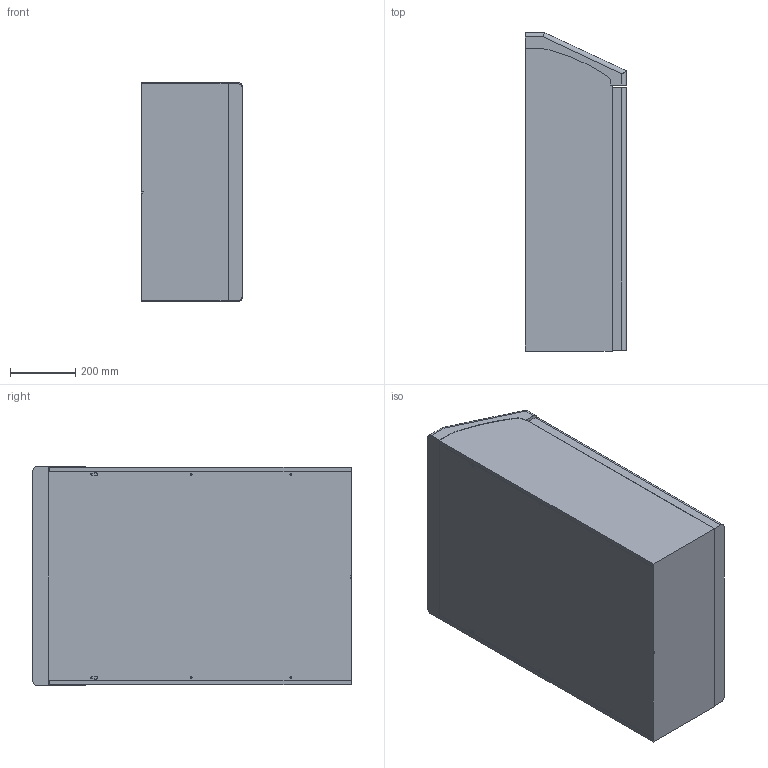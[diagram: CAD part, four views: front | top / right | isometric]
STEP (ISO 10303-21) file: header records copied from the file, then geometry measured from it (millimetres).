
FILE_DESCRIPTION (( 'STEP AP203' ), '1' );
FILE_NAME ('315_door_closed.STEP', '2020-08-25T14:10:31', ( '' ), ( '' ), 'SwSTEP 2.0', 'SolidWorks 2017', '' );
FILE_SCHEMA (( 'CONFIG_CONTROL_DESIGN' ));
Length unit declared in the file: inch
Products named in the file (1): 315_door_closed
Bounding box: 312.03 x 974.24 x 669.18 mm (x, y, z)
Volume: 189541537.4 mm3; surface area: 2283994.8 mm2
Topology: 1 solids, 1 shells, 87 faces, 216 edges, 142 vertices
Faces by surface type: plane 53, cylinder 34
Entity records: 2661 total; most frequent: CARTESIAN_POINT 458, DIRECTION 448, ORIENTED_EDGE 432, EDGE_CURVE 216, LINE 152, VECTOR 152, AXIS2_PLACEMENT_3D 148, VERTEX_POINT 142
